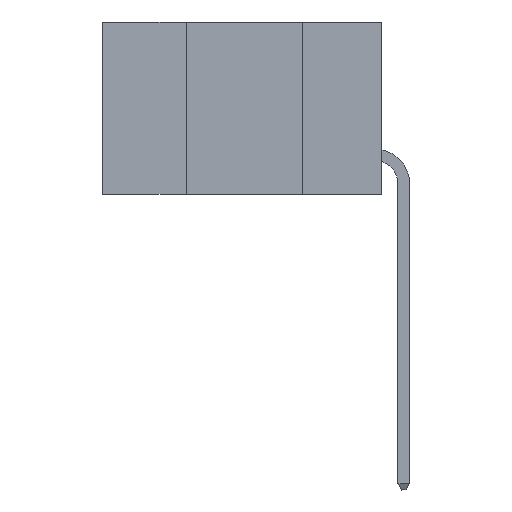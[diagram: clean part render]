
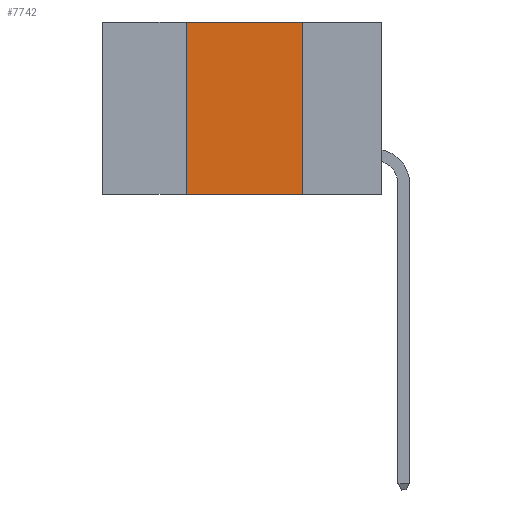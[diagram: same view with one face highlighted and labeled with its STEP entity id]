
A CAD part, left-side view. The second image highlights one B-rep face of the part: STEP entity #7742.
In plain terms, the highlighted planar face has unit normal (-1, 0, 0).
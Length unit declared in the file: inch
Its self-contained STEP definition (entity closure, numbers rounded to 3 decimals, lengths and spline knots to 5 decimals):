
#840 = CARTESIAN_POINT ( 'NONE',  ( 0., 0.6, 0. ) ) ;
#1102 = VECTOR ( 'NONE', #8691, 39.37008 ) ;
#1241 = CARTESIAN_POINT ( 'NONE',  ( 0., 0.6, -0.37 ) ) ;
#1360 = VERTEX_POINT ( 'NONE', #4558 ) ;
#1760 = DIRECTION ( 'NONE',  ( 0., -1., 0. ) ) ;
#1874 = EDGE_LOOP ( 'NONE', ( #7018, #5734, #9607, #4809 ) ) ;
#1991 = EDGE_CURVE ( 'NONE', #4741, #9779, #11913, .T. ) ;
#2235 = EDGE_CURVE ( 'NONE', #1360, #3547, #5613, .T. ) ;
#2823 = LINE ( 'NONE', #6152, #5465 ) ;
#3429 = PLANE ( 'NONE',  #10562 ) ;
#3547 = VERTEX_POINT ( 'NONE', #9959 ) ;
#4558 = CARTESIAN_POINT ( 'NONE',  ( 0., 0.42, 0. ) ) ;
#4741 = VERTEX_POINT ( 'NONE', #10166 ) ;
#4809 = ORIENTED_EDGE ( 'NONE', *, *, #1991, .T. ) ;
#5087 = FACE_OUTER_BOUND ( 'NONE', #1874, .T. ) ;
#5465 = VECTOR ( 'NONE', #9812, 39.37008 ) ;
#5560 = CARTESIAN_POINT ( 'NONE',  ( 0., 0.6, 0. ) ) ;
#5613 = LINE ( 'NONE', #5560, #6484 ) ;
#5658 = LINE ( 'NONE', #11529, #9584 ) ;
#5727 = EDGE_CURVE ( 'NONE', #3547, #9779, #2823, .T. ) ;
#5734 = ORIENTED_EDGE ( 'NONE', *, *, #2235, .F. ) ;
#6014 = DIRECTION ( 'NONE',  ( 0., 0., 1. ) ) ;
#6152 = CARTESIAN_POINT ( 'NONE',  ( 0., 0.17, 0. ) ) ;
#6403 = DIRECTION ( 'NONE',  ( 1., 0., 0. ) ) ;
#6484 = VECTOR ( 'NONE', #1760, 39.37008 ) ;
#6517 = DIRECTION ( 'NONE',  ( 0., 0., -1. ) ) ;
#7018 = ORIENTED_EDGE ( 'NONE', *, *, #5727, .F. ) ;
#7742 = ADVANCED_FACE ( 'NONE', ( #5087 ), #3429, .F. ) ;
#8374 = CARTESIAN_POINT ( 'NONE',  ( 0., 0.17, -0.37 ) ) ;
#8691 = DIRECTION ( 'NONE',  ( 0., -1., 0. ) ) ;
#9584 = VECTOR ( 'NONE', #6014, 39.37008 ) ;
#9607 = ORIENTED_EDGE ( 'NONE', *, *, #11291, .F. ) ;
#9779 = VERTEX_POINT ( 'NONE', #8374 ) ;
#9812 = DIRECTION ( 'NONE',  ( 0., 0., -1. ) ) ;
#9959 = CARTESIAN_POINT ( 'NONE',  ( 0., 0.17, 0. ) ) ;
#10166 = CARTESIAN_POINT ( 'NONE',  ( 0., 0.42, -0.37 ) ) ;
#10562 = AXIS2_PLACEMENT_3D ( 'NONE', #840, #6403, #6517 ) ;
#11291 = EDGE_CURVE ( 'NONE', #4741, #1360, #5658, .T. ) ;
#11529 = CARTESIAN_POINT ( 'NONE',  ( 0., 0.42, 0. ) ) ;
#11913 = LINE ( 'NONE', #1241, #1102 ) ;
